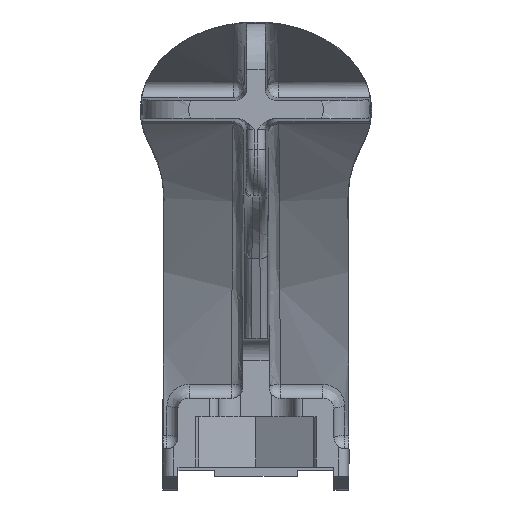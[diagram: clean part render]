
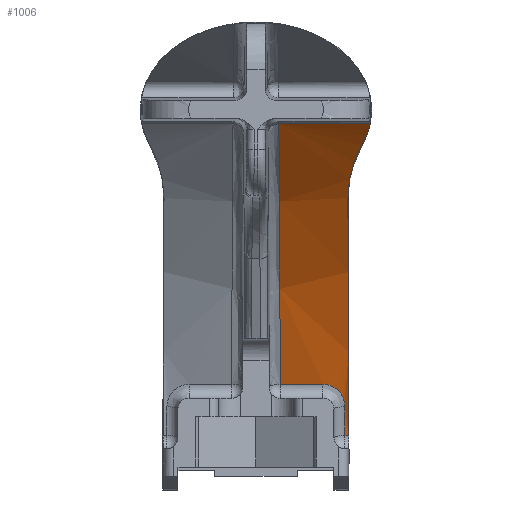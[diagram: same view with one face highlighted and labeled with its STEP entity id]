
A CAD part, front view. The second image highlights one B-rep face of the part: STEP entity #1006.
In plain terms, the highlighted cylindrical face has radius 65 mm (diameter 130 mm), a partial arc.
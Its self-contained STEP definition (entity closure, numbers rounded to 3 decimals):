
#125 = CARTESIAN_POINT ( 'NONE',  ( 2.632, 50.628, -24.596 ) ) ;
#309 = DIRECTION ( 'NONE',  ( 0., 0., 1. ) ) ;
#313 = CARTESIAN_POINT ( 'NONE',  ( 2.503, 35.381, -1.592 ) ) ;
#375 = CARTESIAN_POINT ( 'NONE',  ( 8.779, 52.303, -30.484 ) ) ;
#378 = ORIENTED_EDGE ( 'NONE', *, *, #2297, .F. ) ;
#396 =( BOUNDED_CURVE ( )  B_SPLINE_CURVE ( 3, ( #4729, #125, #6298, #3300, #1657, #2787 ),
 .UNSPECIFIED., .F., .F. ) 
 B_SPLINE_CURVE_WITH_KNOTS ( ( 4, 2, 4 ),
 ( 0., 0.503, 1. ),
 .UNSPECIFIED. ) 
 CURVE ( )  GEOMETRIC_REPRESENTATION_ITEM ( )  RATIONAL_B_SPLINE_CURVE ( ( 1., 1., 1., 1., 1., 1. ) ) 
 REPRESENTATION_ITEM ( '' )  );
#408 = CARTESIAN_POINT ( 'NONE',  ( 8.086, 52.196, -30.1 ) ) ;
#437 = CARTESIAN_POINT ( 'NONE',  ( 9.7, 52.729, -32.103 ) ) ;
#445 = CARTESIAN_POINT ( 'NONE',  ( 10.662, 39.216, -5.715 ) ) ;
#479 = CARTESIAN_POINT ( 'NONE',  ( 2.501, 35.381, -1.592 ) ) ;
#483 = EDGE_CURVE ( 'NONE', #4391, #4578, #6000, .T. ) ;
#503 = EDGE_CURVE ( 'NONE', #4578, #1729, #6229, .T. ) ;
#535 = CARTESIAN_POINT ( 'NONE',  ( 10.025, 42.302, -9.67 ) ) ;
#573 = CARTESIAN_POINT ( 'NONE',  ( 13., 35.381, -1.592 ) ) ;
#677 = ORIENTED_EDGE ( 'NONE', *, *, #2676, .F. ) ;
#697 = DIRECTION ( 'NONE',  ( -1., 0., 0. ) ) ;
#770 = CARTESIAN_POINT ( 'NONE',  ( 13., -10.353, -47.78 ) ) ;
#826 = CIRCLE ( 'NONE', #1133, 65. ) ;
#875 = CARTESIAN_POINT ( 'NONE',  ( 9.23, 52.424, -30.928 ) ) ;
#1006 = ADVANCED_FACE ( 'NONE', ( #5400 ), #3741, .F. ) ;
#1133 = AXIS2_PLACEMENT_3D ( 'NONE', #5036, #5561, #5592 ) ;
#1289 = ORIENTED_EDGE ( 'NONE', *, *, #483, .T. ) ;
#1551 = DIRECTION ( 'NONE',  ( 1., 0., 0. ) ) ;
#1624 = EDGE_CURVE ( 'NONE', #1729, #2404, #3468, .T. ) ;
#1657 = CARTESIAN_POINT ( 'NONE',  ( 2.535, 39.305, -5.478 ) ) ;
#1670 = CARTESIAN_POINT ( 'NONE',  ( 2.502, 35.381, -1.592 ) ) ;
#1692 = VERTEX_POINT ( 'NONE', #3911 ) ;
#1729 = VERTEX_POINT ( 'NONE', #3565 ) ;
#1947 = CARTESIAN_POINT ( 'NONE',  ( 7.931, 52.182, -30.052 ) ) ;
#1950 = VERTEX_POINT ( 'NONE', #2570 ) ;
#2014 = CARTESIAN_POINT ( 'NONE',  ( 10.107, 51.696, -26.187 ) ) ;
#2035 = DIRECTION ( 'NONE',  ( -1., 0., 0. ) ) ;
#2038 = CARTESIAN_POINT ( 'NONE',  ( 7.62, 52.164, -29.988 ) ) ;
#2073 = CARTESIAN_POINT ( 'NONE',  ( 10.206, 40.698, -7.544 ) ) ;
#2288 = CARTESIAN_POINT ( 'NONE',  ( 11.537, 37.631, -3.934 ) ) ;
#2297 = EDGE_CURVE ( 'NONE', #5277, #3765, #826, .T. ) ;
#2340 = VECTOR ( 'NONE', #697, 1000. ) ;
#2404 = VERTEX_POINT ( 'NONE', #3122 ) ;
#2409 = EDGE_CURVE ( 'NONE', #2603, #2404, #5680, .T. ) ;
#2465 = CARTESIAN_POINT ( 'NONE',  ( 10.021, 41.936, -9.164 ) ) ;
#2487 = CARTESIAN_POINT ( 'NONE',  ( 8.901, 52.332, -30.588 ) ) ;
#2495 = CARTESIAN_POINT ( 'NONE',  ( 11.039, 38.422, -4.8 ) ) ;
#2548 = VECTOR ( 'NONE', #2035, 1000. ) ;
#2570 = CARTESIAN_POINT ( 'NONE',  ( 7.3, 52.159, -29.971 ) ) ;
#2603 = VERTEX_POINT ( 'NONE', #313 ) ;
#2641 = CARTESIAN_POINT ( 'NONE',  ( 7.3, 52.159, -29.971 ) ) ;
#2672 = CARTESIAN_POINT ( 'NONE',  ( 2.503, 35.381, -1.592 ) ) ;
#2676 = EDGE_CURVE ( 'NONE', #1950, #1692, #5546, .T. ) ;
#2781 = CARTESIAN_POINT ( 'NONE',  ( 12.441, 35.381, -1.592 ) ) ;
#2787 = CARTESIAN_POINT ( 'NONE',  ( 2.501, 35.381, -1.592 ) ) ;
#2920 = B_SPLINE_CURVE_WITH_KNOTS ( 'NONE', 3,
 ( #3660, #1670, #5142, #2672 ),
 .UNSPECIFIED., .F., .F.,
 ( 4, 4 ),
 ( 0., 1. ),
 .UNSPECIFIED. ) ;
#2956 = CARTESIAN_POINT ( 'NONE',  ( 8.378, 52.231, -30.226 ) ) ;
#3049 = EDGE_CURVE ( 'NONE', #4391, #5277, #3872, .T. ) ;
#3122 = CARTESIAN_POINT ( 'NONE',  ( 12.441, 35.381, -1.592 ) ) ;
#3147 = CARTESIAN_POINT ( 'NONE',  ( 7.461, 52.159, -29.971 ) ) ;
#3162 = EDGE_LOOP ( 'NONE', ( #3678, #1289, #6136, #4295, #3560, #4639, #3349, #677, #3459, #378 ) ) ;
#3300 = CARTESIAN_POINT ( 'NONE',  ( 2.564, 42.731, -9.865 ) ) ;
#3349 = ORIENTED_EDGE ( 'NONE', *, *, #6459, .F. ) ;
#3428 = EDGE_CURVE ( 'NONE', #3765, #1950, #6081, .T. ) ;
#3459 = ORIENTED_EDGE ( 'NONE', *, *, #3428, .F. ) ;
#3468 = B_SPLINE_CURVE_WITH_KNOTS ( 'NONE', 3,
 ( #2288, #4414, #4378, #2781 ),
 .UNSPECIFIED., .F., .F.,
 ( 4, 4 ),
 ( 0., 1. ),
 .UNSPECIFIED. ) ;
#3560 = ORIENTED_EDGE ( 'NONE', *, *, #2409, .F. ) ;
#3565 = CARTESIAN_POINT ( 'NONE',  ( 11.537, 37.631, -3.934 ) ) ;
#3614 = CARTESIAN_POINT ( 'NONE',  ( 9.7, 52.805, -32.416 ) ) ;
#3660 = CARTESIAN_POINT ( 'NONE',  ( 2.501, 35.381, -1.592 ) ) ;
#3678 = ORIENTED_EDGE ( 'NONE', *, *, #3049, .F. ) ;
#3741 = CYLINDRICAL_SURFACE ( 'NONE', #4671, 65. ) ;
#3765 = VERTEX_POINT ( 'NONE', #3614 ) ;
#3872 = LINE ( 'NONE', #5938, #2340 ) ;
#3911 = CARTESIAN_POINT ( 'NONE',  ( 2.645, 52.159, -29.971 ) ) ;
#4008 = CARTESIAN_POINT ( 'NONE',  ( 10.122, 53.49, -35.575 ) ) ;
#4081 = CARTESIAN_POINT ( 'NONE',  ( 10.067, 41.375, -8.411 ) ) ;
#4295 = ORIENTED_EDGE ( 'NONE', *, *, #1624, .T. ) ;
#4378 = CARTESIAN_POINT ( 'NONE',  ( 12.271, 36.195, -2.398 ) ) ;
#4391 = VERTEX_POINT ( 'NONE', #4008 ) ;
#4414 = CARTESIAN_POINT ( 'NONE',  ( 11.97, 36.943, -3.181 ) ) ;
#4482 = CARTESIAN_POINT ( 'NONE',  ( 8.517, 52.253, -30.303 ) ) ;
#4525 = CARTESIAN_POINT ( 'NONE',  ( 10.285, 40.403, -7.174 ) ) ;
#4544 = EDGE_CURVE ( 'NONE', #4798, #2603, #2920, .T. ) ;
#4552 = CARTESIAN_POINT ( 'NONE',  ( 11.537, 37.631, -3.934 ) ) ;
#4578 = VERTEX_POINT ( 'NONE', #6344 ) ;
#4583 = CARTESIAN_POINT ( 'NONE',  ( 10.122, 53.49, -35.575 ) ) ;
#4639 = ORIENTED_EDGE ( 'NONE', *, *, #4544, .F. ) ;
#4646 = CARTESIAN_POINT ( 'NONE',  ( 10.025, 42.302, -9.67 ) ) ;
#4671 = AXIS2_PLACEMENT_3D ( 'NONE', #770, #5807, #309 ) ;
#4729 = CARTESIAN_POINT ( 'NONE',  ( 2.645, 52.159, -29.971 ) ) ;
#4798 = VERTEX_POINT ( 'NONE', #479 ) ;
#5036 = CARTESIAN_POINT ( 'NONE',  ( 9.7, -10.353, -47.78 ) ) ;
#5064 = CARTESIAN_POINT ( 'NONE',  ( 10.372, 40.105, -6.805 ) ) ;
#5142 = CARTESIAN_POINT ( 'NONE',  ( 2.502, 35.381, -1.592 ) ) ;
#5277 = VERTEX_POINT ( 'NONE', #5651 ) ;
#5400 = FACE_OUTER_BOUND ( 'NONE', #3162, .T. ) ;
#5477 = CARTESIAN_POINT ( 'NONE',  ( 9.639, 52.648, -31.784 ) ) ;
#5546 = LINE ( 'NONE', #6557, #2548 ) ;
#5561 = DIRECTION ( 'NONE',  ( 1., 0., 0. ) ) ;
#5588 = CARTESIAN_POINT ( 'NONE',  ( 10.074, 47.906, -17.412 ) ) ;
#5592 = DIRECTION ( 'NONE',  ( 0., 0., 1. ) ) ;
#5651 = CARTESIAN_POINT ( 'NONE',  ( 9.7, 53.49, -35.575 ) ) ;
#5680 = LINE ( 'NONE', #573, #6647 ) ;
#5807 = DIRECTION ( 'NONE',  ( -1., 0., 0. ) ) ;
#5938 = CARTESIAN_POINT ( 'NONE',  ( 13., 53.49, -35.575 ) ) ;
#6000 =( BOUNDED_CURVE ( )  B_SPLINE_CURVE ( 3, ( #4583, #2014, #5588, #535 ),
 .UNSPECIFIED., .F., .T. ) 
 B_SPLINE_CURVE_WITH_KNOTS ( ( 4, 4 ),
 ( 3.33, 3.768 ),
 .UNSPECIFIED. ) 
 CURVE ( )  GEOMETRIC_REPRESENTATION_ITEM ( )  RATIONAL_B_SPLINE_CURVE ( ( 1., 0.984, 0.984, 1. ) ) 
 REPRESENTATION_ITEM ( '' )  );
#6020 = CARTESIAN_POINT ( 'NONE',  ( 9.405, 52.497, -31.2 ) ) ;
#6081 = B_SPLINE_CURVE_WITH_KNOTS ( 'NONE', 3,
 ( #6528, #437, #5477, #6020, #875, #2487, #375, #4482, #2956, #408, #1947, #2038, #3147, #2641 ),
 .UNSPECIFIED., .F., .F.,
 ( 4, 2, 2, 2, 2, 2, 4 ),
 ( 0., 0.25, 0.5, 0.625, 0.75, 0.875, 1. ),
 .UNSPECIFIED. ) ;
#6122 = CARTESIAN_POINT ( 'NONE',  ( 10.342, 40.205, -6.929 ) ) ;
#6136 = ORIENTED_EDGE ( 'NONE', *, *, #503, .T. ) ;
#6229 = B_SPLINE_CURVE_WITH_KNOTS ( 'NONE', 3,
 ( #4646, #2465, #4081, #2073, #4525, #6122, #5064, #445, #2495, #4552 ),
 .UNSPECIFIED., .F., .F.,
 ( 4, 1, 1, 2, 2, 4 ),
 ( 0., 0.25, 0.375, 0.437, 0.5, 1. ),
 .UNSPECIFIED. ) ;
#6298 = CARTESIAN_POINT ( 'NONE',  ( 2.613, 48.4, -19.421 ) ) ;
#6344 = CARTESIAN_POINT ( 'NONE',  ( 10.025, 42.302, -9.67 ) ) ;
#6459 = EDGE_CURVE ( 'NONE', #1692, #4798, #396, .T. ) ;
#6528 = CARTESIAN_POINT ( 'NONE',  ( 9.7, 52.805, -32.416 ) ) ;
#6557 = CARTESIAN_POINT ( 'NONE',  ( 13., 52.159, -29.971 ) ) ;
#6647 = VECTOR ( 'NONE', #1551, 1000. ) ;
